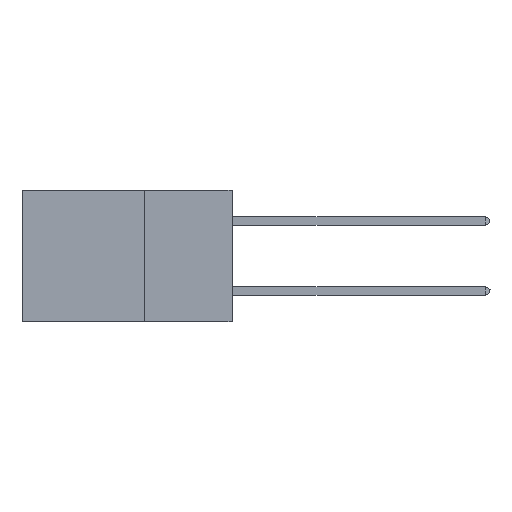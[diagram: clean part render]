
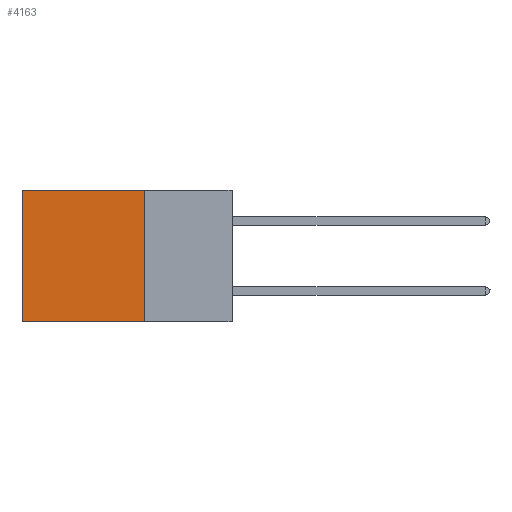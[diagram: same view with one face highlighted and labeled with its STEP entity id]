
A CAD part, left-side view. The second image highlights one B-rep face of the part: STEP entity #4163.
In plain terms, the highlighted planar face has unit normal (-1, 0, 0).
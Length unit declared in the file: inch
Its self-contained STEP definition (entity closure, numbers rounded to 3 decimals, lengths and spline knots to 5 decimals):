
#29 = EDGE_CURVE ( 'NONE', #13473, #17606, #3789, .T. ) ;
#734 = DIRECTION ( 'NONE',  ( 0., 0., -1. ) ) ;
#1225 = VECTOR ( 'NONE', #17336, 39.37008 ) ;
#1265 = CARTESIAN_POINT ( 'NONE',  ( 0.2875, 0.25, -0.375 ) ) ;
#1425 = FACE_OUTER_BOUND ( 'NONE', #21879, .T. ) ;
#1965 = CARTESIAN_POINT ( 'NONE',  ( 0.2875, 0.25, -0.375 ) ) ;
#2340 = CARTESIAN_POINT ( 'NONE',  ( 0.2875, 0.6, -0.375 ) ) ;
#2428 = VECTOR ( 'NONE', #734, 39.37008 ) ;
#3461 = VERTEX_POINT ( 'NONE', #7315 ) ;
#3789 = LINE ( 'NONE', #7118, #4348 ) ;
#4163 = ADVANCED_FACE ( 'NONE', ( #1425 ), #18300, .F. ) ;
#4301 = ORIENTED_EDGE ( 'NONE', *, *, #20884, .T. ) ;
#4348 = VECTOR ( 'NONE', #21434, 39.37008 ) ;
#5941 = VERTEX_POINT ( 'NONE', #10056 ) ;
#6851 = ORIENTED_EDGE ( 'NONE', *, *, #9464, .T. ) ;
#7118 = CARTESIAN_POINT ( 'NONE',  ( 0.2875, 0.25, -0.375 ) ) ;
#7202 = LINE ( 'NONE', #2340, #2428 ) ;
#7315 = CARTESIAN_POINT ( 'NONE',  ( 0.2875, 0.6, 0. ) ) ;
#8568 = ORIENTED_EDGE ( 'NONE', *, *, #17253, .F. ) ;
#9464 = EDGE_CURVE ( 'NONE', #3461, #17606, #7202, .T. ) ;
#10056 = CARTESIAN_POINT ( 'NONE',  ( 0.2875, 0.25, 0. ) ) ;
#10158 = DIRECTION ( 'NONE',  ( 0., 1., 0. ) ) ;
#11964 = CARTESIAN_POINT ( 'NONE',  ( 0.2875, 0.25, 0. ) ) ;
#12173 = LINE ( 'NONE', #22878, #1225 ) ;
#12256 = CARTESIAN_POINT ( 'NONE',  ( 0.2875, 0.6, -0.375 ) ) ;
#12320 = VECTOR ( 'NONE', #10158, 39.37008 ) ;
#13473 = VERTEX_POINT ( 'NONE', #1265 ) ;
#17253 = EDGE_CURVE ( 'NONE', #5941, #13473, #12173, .T. ) ;
#17336 = DIRECTION ( 'NONE',  ( 0., 0., -1. ) ) ;
#17606 = VERTEX_POINT ( 'NONE', #12256 ) ;
#18076 = DIRECTION ( 'NONE',  ( 0., 0., -1. ) ) ;
#18154 = DIRECTION ( 'NONE',  ( 1., 0., 0. ) ) ;
#18300 = PLANE ( 'NONE',  #22944 ) ;
#20364 = LINE ( 'NONE', #11964, #12320 ) ;
#20884 = EDGE_CURVE ( 'NONE', #5941, #3461, #20364, .T. ) ;
#21434 = DIRECTION ( 'NONE',  ( 0., 1., 0. ) ) ;
#21503 = ORIENTED_EDGE ( 'NONE', *, *, #29, .F. ) ;
#21879 = EDGE_LOOP ( 'NONE', ( #6851, #21503, #8568, #4301 ) ) ;
#22878 = CARTESIAN_POINT ( 'NONE',  ( 0.2875, 0.25, -0.375 ) ) ;
#22944 = AXIS2_PLACEMENT_3D ( 'NONE', #1965, #18154, #18076 ) ;
